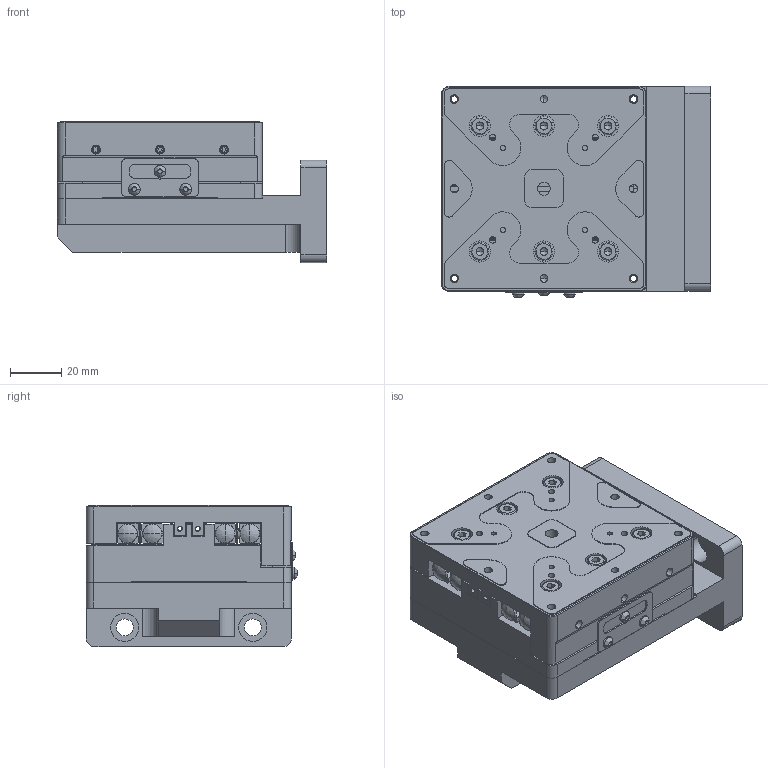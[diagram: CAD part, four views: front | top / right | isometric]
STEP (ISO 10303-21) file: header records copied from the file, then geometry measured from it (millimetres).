
FILE_DESCRIPTION (( 'STEP AP203' ), '1' );
FILE_NAME ('1.STEP', '2025-07-22T07:45:11', ( '' ), ( '' ), 'SwSTEP 2.0', 'SolidWorks 2020', '' );
FILE_SCHEMA (( 'CONFIG_CONTROL_DESIGN' ));
Length unit declared in the file: millimetre
Products named in the file (3): 80; 1; 526961
Assembly tree (2 placements, depth 2):
  1
    526961
    80
Bounding box: 105 x 82.5 x 55.11 mm (x, y, z)
Volume: 312130.3 mm3; surface area: 102726.5 mm2
Topology: 35 solids, 35 shells, 1750 faces, 4487 edges, 2806 vertices
Faces by surface type: plane 872, cylinder 481, cone 330, bspline 54, torus 10, sphere 3
Entity records: 54433 total; most frequent: CARTESIAN_POINT 11141, DIRECTION 9170, ORIENTED_EDGE 8830, EDGE_CURVE 4415, AXIS2_PLACEMENT_3D 3255, VERTEX_POINT 2806, LINE 2660, VECTOR 2660
